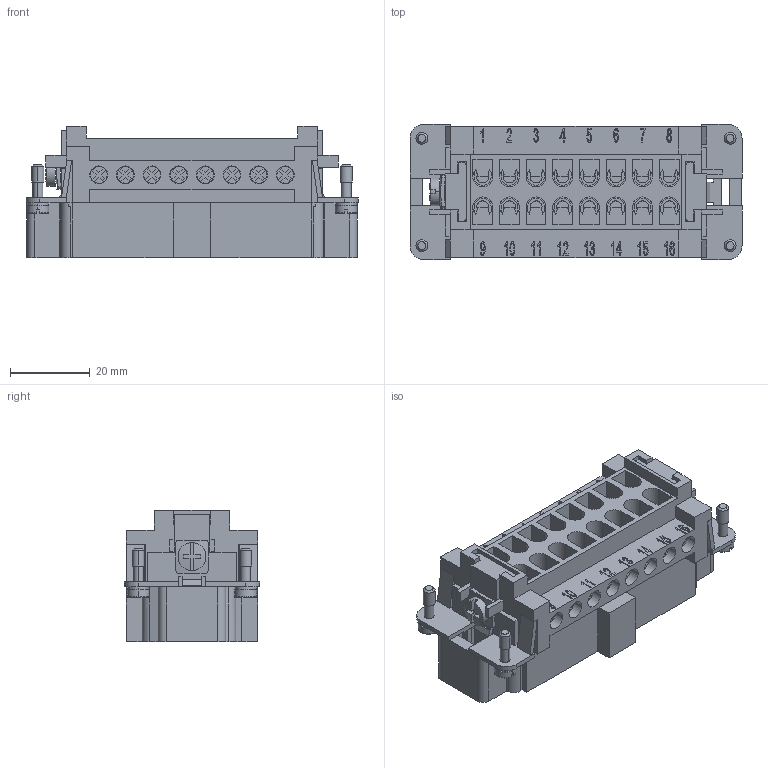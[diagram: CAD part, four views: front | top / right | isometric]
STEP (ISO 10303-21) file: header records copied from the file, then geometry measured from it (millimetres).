
FILE_DESCRIPTION(('Creo Elements/Direct Modeling STEP Export'),'2;1');
FILE_NAME('JNEM 16.stp','2014-08-01T 8:58:05',(''),(''),'Creo Elements/Direct Modeling STEP processor for AP214 (Solid Model)','Creo Elements/Direct Modeling 18.0B 02-Dec-2011 (C) Parametric Technology GmbH','');
FILE_SCHEMA(('AUTOMOTIVE_DESIGN { 1 0 10303 214 1 1 1 1 }'));
Length unit declared in the file: millimetre
Products named in the file (2): JNEM_16
Assembly tree (1 placements, depth 2):
  JNEM_16
    JNEM_16
Bounding box: 83.5 x 34 x 33 mm (x, y, z)
Volume: 33086.1 mm3; surface area: 28584.6 mm2
Topology: 2 solids, 2 shells, 1715 faces, 4658 edges, 3056 vertices
Faces by surface type: plane 1101, bspline 308, cylinder 254, sphere 36, torus 8, cone 8
Entity records: 54530 total; most frequent: CARTESIAN_POINT 13738, ORIENTED_EDGE 9252, DIRECTION 7088, EDGE_CURVE 4626, VECTOR 3204, LINE 3204, VERTEX_POINT 3056, AXIS2_PLACEMENT_3D 1942
